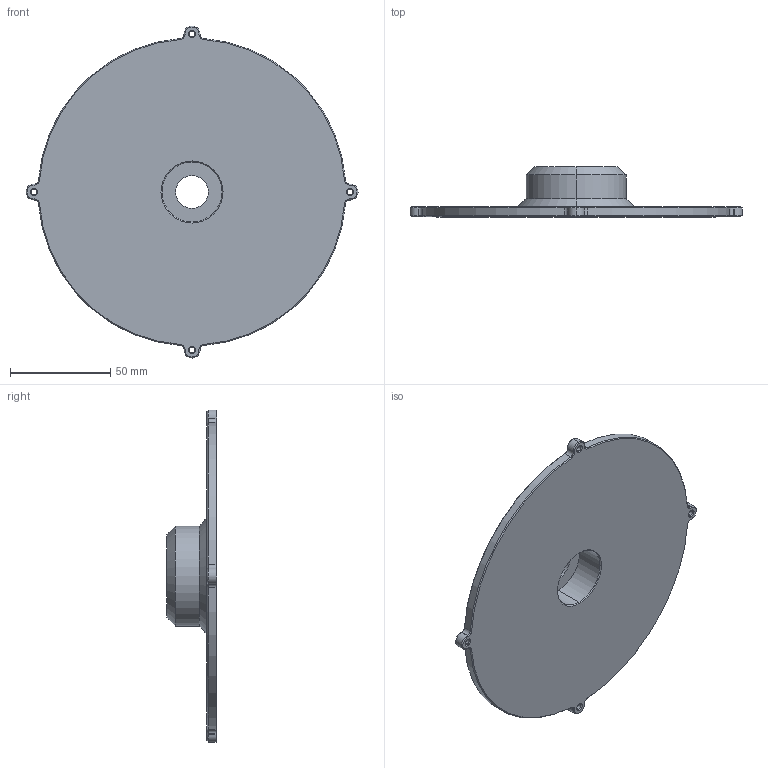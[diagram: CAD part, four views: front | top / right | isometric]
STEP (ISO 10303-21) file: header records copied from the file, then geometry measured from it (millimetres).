
FILE_DESCRIPTION (( 'STEP AP214' ), '1' );
FILE_NAME ('ChassisUpperLid_PLA.STEP', '2020-03-24T11:13:33', ( '' ), ( '' ), 'SwSTEP 2.0', 'SolidWorks 2018', '' );
FILE_SCHEMA (( 'AUTOMOTIVE_DESIGN' ));
Length unit declared in the file: millimetre
Products named in the file (1): ChassisUpperLid_PLA
Bounding box: 166 x 25 x 166 mm (x, y, z)
Volume: 120427.2 mm3; surface area: 43866.4 mm2
Topology: 1 solids, 1 shells, 107 faces, 246 edges, 143 vertices
Faces by surface type: cone 48, cylinder 31, plane 28
Entity records: 3041 total; most frequent: DIRECTION 573, CARTESIAN_POINT 497, ORIENTED_EDGE 492, EDGE_CURVE 246, AXIS2_PLACEMENT_3D 219, VERTEX_POINT 143, LINE 135, VECTOR 135
